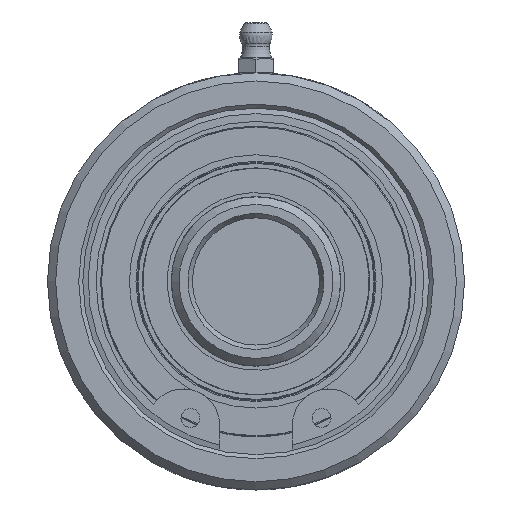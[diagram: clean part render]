
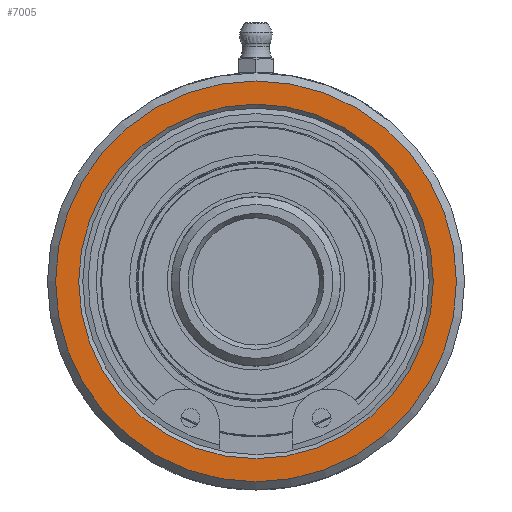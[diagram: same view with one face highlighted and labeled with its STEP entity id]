
A CAD part, left-side view. The second image highlights one B-rep face of the part: STEP entity #7005.
In plain terms, the highlighted planar face has unit normal (-1, 0, 0).
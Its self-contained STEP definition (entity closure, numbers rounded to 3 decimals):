
#1535=FACE_BOUND('',#2346,.T.);
#1914=FACE_OUTER_BOUND('',#2345,.T.);
#2345=EDGE_LOOP('',(#6380));
#2346=EDGE_LOOP('',(#6381));
#2605=CIRCLE('',#7657,39.4);
#2606=CIRCLE('',#7659,34.85);
#3304=VERTEX_POINT('',#16531);
#3305=VERTEX_POINT('',#16535);
#4337=EDGE_CURVE('',#3304,#3304,#2605,.T.);
#4338=EDGE_CURVE('',#3305,#3305,#2606,.T.);
#6380=ORIENTED_EDGE('',*,*,#4337,.F.);
#6381=ORIENTED_EDGE('',*,*,#4338,.F.);
#6626=PLANE('',#7658);
#7005=ADVANCED_FACE('',(#1914,#1535),#6626,.T.);
#7657=AXIS2_PLACEMENT_3D('',#16533,#9303,#9304);
#7658=AXIS2_PLACEMENT_3D('',#16534,#9305,#9306);
#7659=AXIS2_PLACEMENT_3D('',#16536,#9307,#9308);
#9303=DIRECTION('center_axis',(1.,0.,0.));
#9304=DIRECTION('ref_axis',(0.,0.,-1.));
#9305=DIRECTION('center_axis',(-1.,0.,0.));
#9306=DIRECTION('ref_axis',(0.,-1.,0.));
#9307=DIRECTION('center_axis',(-1.,0.,0.));
#9308=DIRECTION('ref_axis',(0.,0.,-1.));
#16531=CARTESIAN_POINT('',(-46.19,0.,39.4));
#16533=CARTESIAN_POINT('Origin',(-46.19,0.,0.));
#16534=CARTESIAN_POINT('Origin',(-46.19,0.,37.525));
#16535=CARTESIAN_POINT('',(-46.19,0.,34.85));
#16536=CARTESIAN_POINT('Origin',(-46.19,0.,0.));
